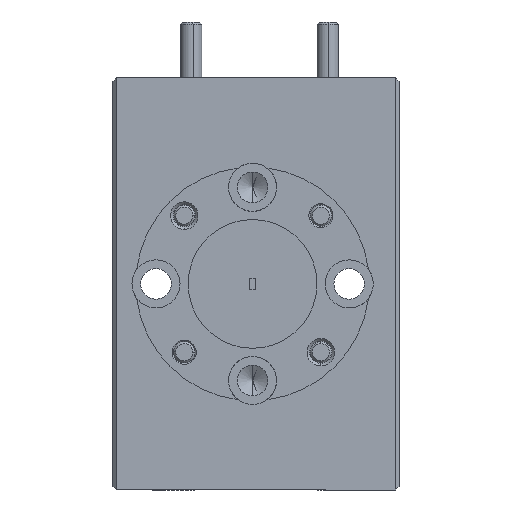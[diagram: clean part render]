
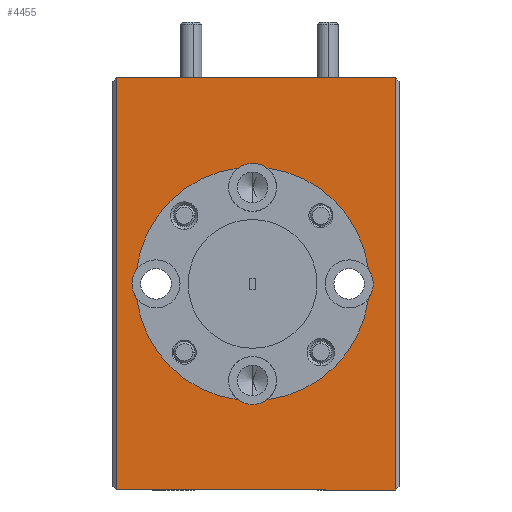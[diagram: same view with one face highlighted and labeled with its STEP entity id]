
A CAD part, left-side view. The second image highlights one B-rep face of the part: STEP entity #4455.
In plain terms, the highlighted planar face has unit normal (-1, 0, 0).
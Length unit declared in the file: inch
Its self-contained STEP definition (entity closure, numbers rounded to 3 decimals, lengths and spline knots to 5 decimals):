
#54 = DIRECTION ( 'NONE',  ( -1., 0., 0. ) ) ;
#705 = AXIS2_PLACEMENT_3D ( 'NONE', #8174, #10206, #12985 ) ;
#841 = CARTESIAN_POINT ( 'NONE',  ( -0.6, 0.0085, 0.28125 ) ) ;
#1401 = DIRECTION ( 'NONE',  ( 0., -1., 0. ) ) ;
#1642 = EDGE_CURVE ( 'NONE', #22399, #21025, #17862, .T. ) ;
#1793 = VERTEX_POINT ( 'NONE', #21853 ) ;
#1953 = CARTESIAN_POINT ( 'NONE',  ( -0.6, -0.03327, -0.33743 ) ) ;
#2570 = AXIS2_PLACEMENT_3D ( 'NONE', #26297, #15223, #4131 ) ;
#3037 = DIRECTION ( 'NONE',  ( 0., 0., 1. ) ) ;
#3102 = CARTESIAN_POINT ( 'NONE',  ( -0.6, 0.0085, 0. ) ) ;
#3240 = DIRECTION ( 'NONE',  ( -1., 0., 0. ) ) ;
#3285 = EDGE_CURVE ( 'NONE', #21025, #22042, #15161, .T. ) ;
#3316 = DIRECTION ( 'NONE',  ( 0., 0., -1. ) ) ;
#3322 = AXIS2_PLACEMENT_3D ( 'NONE', #9385, #54, #11049 ) ;
#3512 = VERTEX_POINT ( 'NONE', #23350 ) ;
#3620 = CARTESIAN_POINT ( 'NONE',  ( -0.6, -0.32893, 0.04177 ) ) ;
#3742 = PLANE ( 'NONE',  #10863 ) ;
#4002 = VERTEX_POINT ( 'NONE', #21871 ) ;
#4131 = DIRECTION ( 'NONE',  ( 0., 0., 1. ) ) ;
#4199 = ORIENTED_EDGE ( 'NONE', *, *, #22231, .T. ) ;
#4291 = LINE ( 'NONE', #9641, #8838 ) ;
#4455 = ADVANCED_FACE ( 'NONE', ( #5791, #21542 ), #3742, .F. ) ;
#4481 = VERTEX_POINT ( 'NONE', #10167 ) ;
#4777 = ORIENTED_EDGE ( 'NONE', *, *, #5864, .F. ) ;
#4864 = VECTOR ( 'NONE', #20001, 39.37008 ) ;
#5791 = FACE_OUTER_BOUND ( 'NONE', #24575, .T. ) ;
#5851 = DIRECTION ( 'NONE',  ( -1., 0., 0. ) ) ;
#5864 = EDGE_CURVE ( 'NONE', #22872, #25632, #9352, .T. ) ;
#5981 = CIRCLE ( 'NONE', #12990, 0.34 ) ;
#6040 = DIRECTION ( 'NONE',  ( -1., 0., 0. ) ) ;
#6062 = ORIENTED_EDGE ( 'NONE', *, *, #19879, .F. ) ;
#6066 = CIRCLE ( 'NONE', #28417, 0.07 ) ;
#6072 = CARTESIAN_POINT ( 'NONE',  ( -0.6, 0., 0.6 ) ) ;
#6313 = CARTESIAN_POINT ( 'NONE',  ( -0.6, -0.32893, -0.04177 ) ) ;
#6587 = LINE ( 'NONE', #24373, #4864 ) ;
#6723 = ORIENTED_EDGE ( 'NONE', *, *, #26370, .T. ) ;
#7501 = AXIS2_PLACEMENT_3D ( 'NONE', #10360, #19839, #12552 ) ;
#7884 = CARTESIAN_POINT ( 'NONE',  ( -0.6, 0.0085, 0.35125 ) ) ;
#7962 = CIRCLE ( 'NONE', #11696, 0.07 ) ;
#8069 = EDGE_CURVE ( 'NONE', #22042, #26689, #6066, .T. ) ;
#8174 = CARTESIAN_POINT ( 'NONE',  ( -0.6, 0.0085, -0.28125 ) ) ;
#8509 = DIRECTION ( 'NONE',  ( 0., 0., 1. ) ) ;
#8838 = VECTOR ( 'NONE', #18524, 39.37008 ) ;
#8985 = EDGE_CURVE ( 'NONE', #26689, #4002, #14951, .T. ) ;
#9126 = ORIENTED_EDGE ( 'NONE', *, *, #20213, .F. ) ;
#9352 = CIRCLE ( 'NONE', #7501, 0.34 ) ;
#9385 = CARTESIAN_POINT ( 'NONE',  ( -0.6, 0.0085, 0. ) ) ;
#9520 = ORIENTED_EDGE ( 'NONE', *, *, #3285, .F. ) ;
#9641 = CARTESIAN_POINT ( 'NONE',  ( -0.6, 0.405, -0.6 ) ) ;
#10167 = CARTESIAN_POINT ( 'NONE',  ( -0.6, -0.408, 0.6 ) ) ;
#10206 = DIRECTION ( 'NONE',  ( -1., 0., 0. ) ) ;
#10360 = CARTESIAN_POINT ( 'NONE',  ( -0.6, 0.0085, 0. ) ) ;
#10462 = DIRECTION ( 'NONE',  ( 1., 0., 0. ) ) ;
#10488 = CARTESIAN_POINT ( 'NONE',  ( -0.6, -0.03327, 0.33743 ) ) ;
#10649 = CIRCLE ( 'NONE', #14354, 0.07 ) ;
#10842 = CARTESIAN_POINT ( 'NONE',  ( -0.6, 0.05027, 0.33743 ) ) ;
#10863 = AXIS2_PLACEMENT_3D ( 'NONE', #6072, #10462, #3316 ) ;
#10989 = CIRCLE ( 'NONE', #705, 0.07 ) ;
#11039 = VECTOR ( 'NONE', #1401, 39.37008 ) ;
#11049 = DIRECTION ( 'NONE',  ( 0., 0., 1. ) ) ;
#11696 = AXIS2_PLACEMENT_3D ( 'NONE', #24558, #18134, #22103 ) ;
#11865 = CARTESIAN_POINT ( 'NONE',  ( -0.6, -0.408, -0.6 ) ) ;
#12448 = CIRCLE ( 'NONE', #16159, 0.07 ) ;
#12552 = DIRECTION ( 'NONE',  ( 0., 0., 1. ) ) ;
#12922 = EDGE_CURVE ( 'NONE', #17508, #4481, #6587, .T. ) ;
#12985 = DIRECTION ( 'NONE',  ( 0., 0., 1. ) ) ;
#12990 = AXIS2_PLACEMENT_3D ( 'NONE', #3102, #3240, #15938 ) ;
#13595 = EDGE_CURVE ( 'NONE', #3512, #14617, #10989, .T. ) ;
#13680 = EDGE_LOOP ( 'NONE', ( #9520, #20891, #6062, #4777, #26777, #9126, #22234, #16669, #22636, #15494 ) ) ;
#13736 = VECTOR ( 'NONE', #19985, 39.37008 ) ;
#14136 = AXIS2_PLACEMENT_3D ( 'NONE', #841, #22995, #3037 ) ;
#14354 = AXIS2_PLACEMENT_3D ( 'NONE', #27900, #6040, #19308 ) ;
#14617 = VERTEX_POINT ( 'NONE', #1953 ) ;
#14951 = CIRCLE ( 'NONE', #3322, 0.34 ) ;
#15046 = VERTEX_POINT ( 'NONE', #6313 ) ;
#15150 = CARTESIAN_POINT ( 'NONE',  ( -0.6, 0.405, -0.6 ) ) ;
#15161 = CIRCLE ( 'NONE', #2570, 0.34 ) ;
#15223 = DIRECTION ( 'NONE',  ( -1., 0., 0. ) ) ;
#15494 = ORIENTED_EDGE ( 'NONE', *, *, #8069, .F. ) ;
#15938 = DIRECTION ( 'NONE',  ( 0., 0., 1. ) ) ;
#16131 = EDGE_CURVE ( 'NONE', #4002, #3512, #12448, .T. ) ;
#16159 = AXIS2_PLACEMENT_3D ( 'NONE', #26286, #19886, #8509 ) ;
#16669 = ORIENTED_EDGE ( 'NONE', *, *, #16131, .F. ) ;
#16934 = CARTESIAN_POINT ( 'NONE',  ( -0.6, 0.28975, 0. ) ) ;
#17163 = LINE ( 'NONE', #21394, #11039 ) ;
#17508 = VERTEX_POINT ( 'NONE', #11865 ) ;
#17862 = CIRCLE ( 'NONE', #14136, 0.07 ) ;
#18134 = DIRECTION ( 'NONE',  ( -1., 0., 0. ) ) ;
#18524 = DIRECTION ( 'NONE',  ( 0., 0., -1. ) ) ;
#18698 = ORIENTED_EDGE ( 'NONE', *, *, #28291, .F. ) ;
#18796 = CARTESIAN_POINT ( 'NONE',  ( -0.6, 0.34593, -0.04177 ) ) ;
#19308 = DIRECTION ( 'NONE',  ( 0., 0., 1. ) ) ;
#19409 = ORIENTED_EDGE ( 'NONE', *, *, #12922, .T. ) ;
#19547 = CARTESIAN_POINT ( 'NONE',  ( -0.6, 0., -0.6 ) ) ;
#19839 = DIRECTION ( 'NONE',  ( -1., 0., 0. ) ) ;
#19879 = EDGE_CURVE ( 'NONE', #25632, #22399, #10649, .T. ) ;
#19886 = DIRECTION ( 'NONE',  ( -1., 0., 0. ) ) ;
#19985 = DIRECTION ( 'NONE',  ( 0., -1., 0. ) ) ;
#20001 = DIRECTION ( 'NONE',  ( 0., 0., 1. ) ) ;
#20213 = EDGE_CURVE ( 'NONE', #14617, #15046, #5981, .T. ) ;
#20891 = ORIENTED_EDGE ( 'NONE', *, *, #1642, .F. ) ;
#21025 = VERTEX_POINT ( 'NONE', #10842 ) ;
#21082 = CARTESIAN_POINT ( 'NONE',  ( -0.6, 0.34593, 0.04177 ) ) ;
#21394 = CARTESIAN_POINT ( 'NONE',  ( -0.6, 0., 0.6 ) ) ;
#21542 = FACE_BOUND ( 'NONE', #13680, .T. ) ;
#21853 = CARTESIAN_POINT ( 'NONE',  ( -0.6, 0.405, 0.6 ) ) ;
#21871 = CARTESIAN_POINT ( 'NONE',  ( -0.6, 0.05027, -0.33743 ) ) ;
#22042 = VERTEX_POINT ( 'NONE', #21082 ) ;
#22103 = DIRECTION ( 'NONE',  ( 0., 0., 1. ) ) ;
#22189 = LINE ( 'NONE', #19547, #13736 ) ;
#22231 = EDGE_CURVE ( 'NONE', #1793, #26822, #4291, .T. ) ;
#22234 = ORIENTED_EDGE ( 'NONE', *, *, #13595, .F. ) ;
#22399 = VERTEX_POINT ( 'NONE', #7884 ) ;
#22636 = ORIENTED_EDGE ( 'NONE', *, *, #8985, .F. ) ;
#22872 = VERTEX_POINT ( 'NONE', #3620 ) ;
#22995 = DIRECTION ( 'NONE',  ( -1., 0., 0. ) ) ;
#23350 = CARTESIAN_POINT ( 'NONE',  ( -0.6, 0.0085, -0.35125 ) ) ;
#23506 = EDGE_CURVE ( 'NONE', #15046, #22872, #7962, .T. ) ;
#24373 = CARTESIAN_POINT ( 'NONE',  ( -0.6, -0.408, 0.6 ) ) ;
#24558 = CARTESIAN_POINT ( 'NONE',  ( -0.6, -0.27275, 0. ) ) ;
#24575 = EDGE_LOOP ( 'NONE', ( #18698, #4199, #6723, #19409 ) ) ;
#25632 = VERTEX_POINT ( 'NONE', #10488 ) ;
#26286 = CARTESIAN_POINT ( 'NONE',  ( -0.6, 0.0085, -0.28125 ) ) ;
#26297 = CARTESIAN_POINT ( 'NONE',  ( -0.6, 0.0085, 0. ) ) ;
#26370 = EDGE_CURVE ( 'NONE', #26822, #17508, #22189, .T. ) ;
#26689 = VERTEX_POINT ( 'NONE', #18796 ) ;
#26777 = ORIENTED_EDGE ( 'NONE', *, *, #23506, .F. ) ;
#26822 = VERTEX_POINT ( 'NONE', #15150 ) ;
#27900 = CARTESIAN_POINT ( 'NONE',  ( -0.6, 0.0085, 0.28125 ) ) ;
#28137 = DIRECTION ( 'NONE',  ( 0., 0., 1. ) ) ;
#28291 = EDGE_CURVE ( 'NONE', #1793, #4481, #17163, .T. ) ;
#28417 = AXIS2_PLACEMENT_3D ( 'NONE', #16934, #5851, #28137 ) ;
